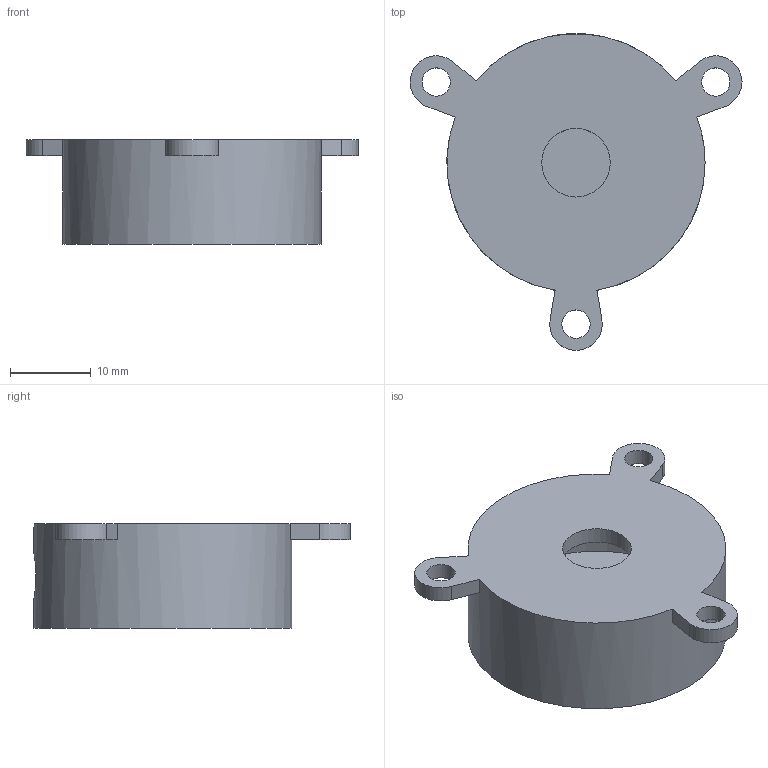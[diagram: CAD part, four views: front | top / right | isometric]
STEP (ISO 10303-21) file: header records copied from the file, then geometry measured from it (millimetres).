
FILE_DESCRIPTION(('FreeCAD Model'),'2;1');
FILE_NAME('Open CASCADE Shape Model','2025-11-22T20:19:04',(''),(''), 'Open CASCADE STEP processor 7.8','FreeCAD','Unknown');
FILE_SCHEMA(('AUTOMOTIVE_DESIGN { 1 0 10303 214 1 1 1 1 }'));
Length unit declared in the file: millimetre
Products named in the file (1): Pressure_box
Bounding box: 41.14 x 39.25 x 13 mm (x, y, z)
Volume: 4139.6 mm3; surface area: 5415.7 mm2
Topology: 1 solids, 1 shells, 25 faces, 61 edges, 40 vertices
Faces by surface type: plane 13, cylinder 9, cone 3
Full cylindrical faces by diameter (mm): 3.5 x3, 8.5 x1, 30 x1, 32 x1
Entity records: 2313 total; most frequent: CARTESIAN_POINT 1012, DIRECTION 248, ORIENTED_EDGE 122, PCURVE 122, DEFINITIONAL_REPRESENTATION 122, LINE 120, VECTOR 120, EDGE_CURVE 61
